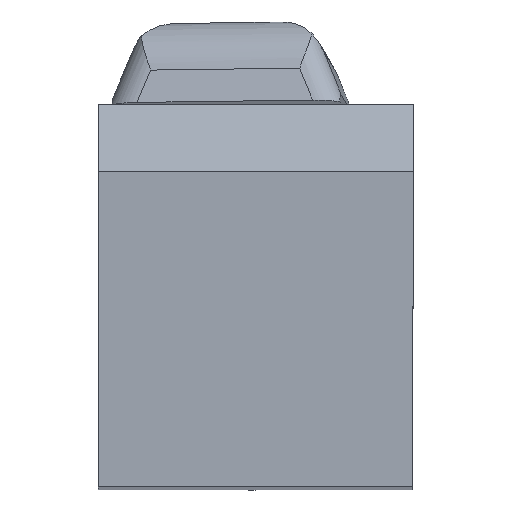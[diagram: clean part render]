
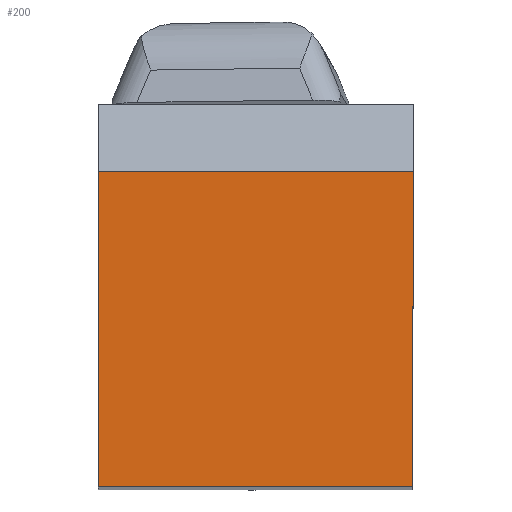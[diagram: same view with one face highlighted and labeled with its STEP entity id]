
A CAD part, top view. The second image highlights one B-rep face of the part: STEP entity #200.
In plain terms, the highlighted planar face has unit normal (0, 0, 1).
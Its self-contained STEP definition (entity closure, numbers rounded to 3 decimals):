
#144=FACE_OUTER_BOUND('',#535,.T.);
#200=ADVANCED_FACE('BLANK_BOXF006',(#144),#251,.F.);
#251=PLANE('',#1277);
#323=LINE('',#1852,#434);
#324=LINE('',#1855,#435);
#325=LINE('',#1857,#436);
#326=LINE('',#1859,#437);
#434=VECTOR('',#1464,1.);
#435=VECTOR('',#1465,1.);
#436=VECTOR('',#1466,1.);
#437=VECTOR('',#1467,1.);
#535=EDGE_LOOP('',(#670,#671,#672,#673));
#670=ORIENTED_EDGE('',*,*,#1054,.F.);
#671=ORIENTED_EDGE('',*,*,#1055,.F.);
#672=ORIENTED_EDGE('',*,*,#1056,.F.);
#673=ORIENTED_EDGE('',*,*,#1057,.F.);
#936=VERTEX_POINT('',#1853);
#937=VERTEX_POINT('',#1854);
#938=VERTEX_POINT('',#1856);
#939=VERTEX_POINT('',#1858);
#1054=EDGE_CURVE('',#936,#937,#323,.T.);
#1055=EDGE_CURVE('',#938,#936,#324,.T.);
#1056=EDGE_CURVE('',#939,#938,#325,.T.);
#1057=EDGE_CURVE('',#937,#939,#326,.T.);
#1277=AXIS2_PLACEMENT_3D('',#1860,#1468,#1469);
#1464=DIRECTION('',(0.,1.,0.));
#1465=DIRECTION('',(-1.,0.,0.));
#1466=DIRECTION('',(-0.004,-1.,0.));
#1467=DIRECTION('',(1.,0.,0.));
#1468=DIRECTION('',(0.,0.,-1.));
#1469=DIRECTION('',(-1.,0.,0.));
#1852=CARTESIAN_POINT('',(-24.875,-166.35,0.));
#1853=CARTESIAN_POINT('',(-24.875,0.,0.));
#1854=CARTESIAN_POINT('',(-24.875,24.875,0.));
#1855=CARTESIAN_POINT('',(166.35,0.,0.));
#1856=CARTESIAN_POINT('',(-0.109,0.,0.));
#1857=CARTESIAN_POINT('',(0.617,166.348,0.));
#1858=CARTESIAN_POINT('',(0.,24.875,0.));
#1859=CARTESIAN_POINT('',(-166.35,24.875,0.));
#1860=CARTESIAN_POINT('',(-29.875,-5.,0.));
